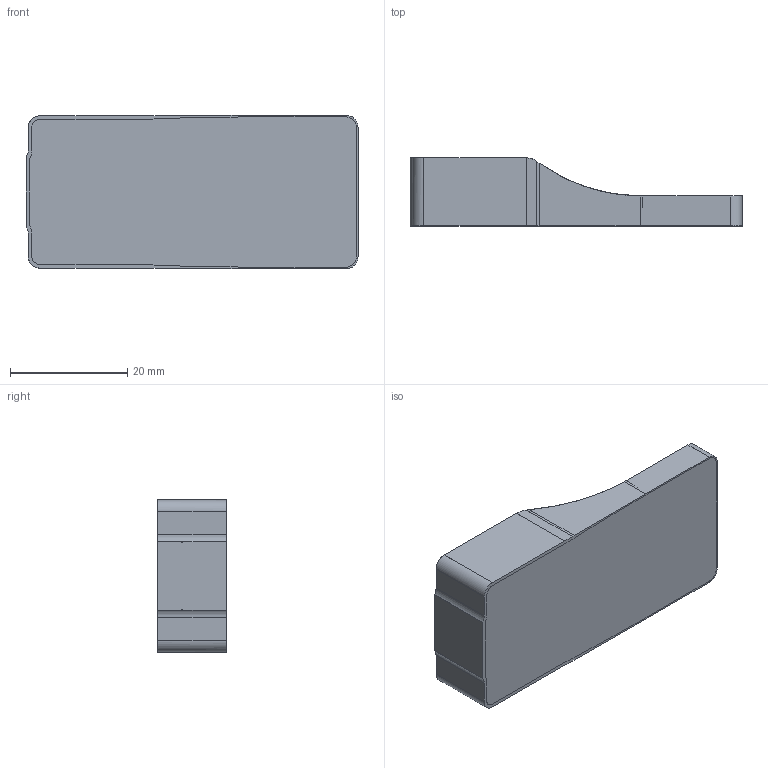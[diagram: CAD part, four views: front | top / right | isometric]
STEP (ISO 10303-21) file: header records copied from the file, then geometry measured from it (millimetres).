
FILE_DESCRIPTION (( 'STEP AP214' ), '1' );
FILE_NAME ('UPS0001_owo.STEP', '2013-03-20T09:00:44', ( '' ), ( '' ), 'SwSTEP 2.0', 'SolidWorks 2013', '' );
FILE_SCHEMA (( 'AUTOMOTIVE_DESIGN' ));
Length unit declared in the file: millimetre
Products named in the file (1): UPS0001_owo
Bounding box: 56.51 x 11.6 x 26.1 mm (x, y, z)
Surface area: 8482.4 mm2
Topology: 2 solids, 2 shells, 52 faces, 142 edges, 94 vertices
Faces by surface type: plane 24, bspline 20, cylinder 8
Entity records: 2395 total; most frequent: CARTESIAN_POINT 907, ORIENTED_EDGE 284, DIRECTION 170, EDGE_CURVE 142, VERTEX_POINT 94, VECTOR 80, LINE 80, FACE_OUTER_BOUND 52
